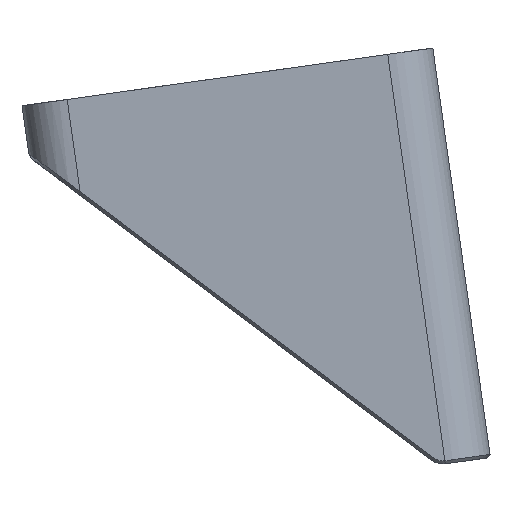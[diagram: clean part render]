
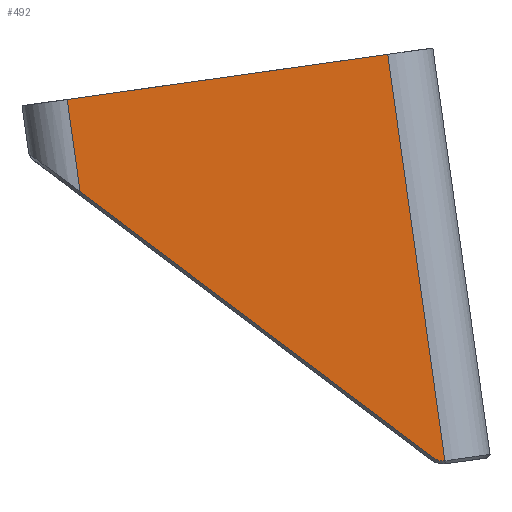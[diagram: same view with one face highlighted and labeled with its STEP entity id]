
A CAD part, left-side view. The second image highlights one B-rep face of the part: STEP entity #492.
In plain terms, the highlighted planar face has unit normal (-1, 0, 0).
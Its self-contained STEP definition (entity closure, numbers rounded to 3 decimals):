
#28=B_SPLINE_CURVE_WITH_KNOTS('',3,(#871,#872,#873,#874),.UNSPECIFIED.,
 .F.,.F.,(4,4),(-1.571,-1.524),.UNSPECIFIED.);
#51=PLANE('',#553);
#81=FACE_OUTER_BOUND('',#113,.T.);
#113=EDGE_LOOP('',(#426,#427,#428,#429,#430,#431));
#135=LINE('',#769,#173);
#153=LINE('',#917,#191);
#155=LINE('',#924,#193);
#156=LINE('',#925,#194);
#173=VECTOR('',#638,10.);
#191=VECTOR('',#672,10.);
#193=VECTOR('',#682,10.);
#194=VECTOR('',#683,10.);
#213=CIRCLE('',#540,0.5);
#234=VERTEX_POINT('',#753);
#238=VERTEX_POINT('',#762);
#240=VERTEX_POINT('',#768);
#243=VERTEX_POINT('',#797);
#254=VERTEX_POINT('',#916);
#255=VERTEX_POINT('',#923);
#286=EDGE_CURVE('',#234,#238,#213,.T.);
#287=EDGE_CURVE('',#238,#240,#135,.T.);
#303=EDGE_CURVE('',#240,#243,#28,.T.);
#314=EDGE_CURVE('',#254,#243,#153,.T.);
#317=EDGE_CURVE('',#255,#234,#155,.T.);
#318=EDGE_CURVE('',#255,#254,#156,.T.);
#426=ORIENTED_EDGE('',*,*,#286,.F.);
#427=ORIENTED_EDGE('',*,*,#317,.F.);
#428=ORIENTED_EDGE('',*,*,#318,.T.);
#429=ORIENTED_EDGE('',*,*,#314,.T.);
#430=ORIENTED_EDGE('',*,*,#303,.F.);
#431=ORIENTED_EDGE('',*,*,#287,.F.);
#492=ADVANCED_FACE('',(#81),#51,.T.);
#540=AXIS2_PLACEMENT_3D('',#766,#634,#635);
#553=AXIS2_PLACEMENT_3D('',#922,#680,#681);
#634=DIRECTION('center_axis',(1.,0.,0.));
#635=DIRECTION('ref_axis',(0.,0.25,-0.968));
#638=DIRECTION('',(0.,0.799,0.602));
#672=DIRECTION('',(0.,-0.139,-0.99));
#680=DIRECTION('center_axis',(-1.,0.,0.));
#681=DIRECTION('ref_axis',(0.,0.99,-0.139));
#682=DIRECTION('',(0.,-0.139,-0.99));
#683=DIRECTION('',(0.,0.99,-0.139));
#753=CARTESIAN_POINT('',(-148.266,102.092,26.943));
#762=CARTESIAN_POINT('',(-148.266,102.463,27.039));
#766=CARTESIAN_POINT('Origin',(-148.266,102.162,27.438));
#768=CARTESIAN_POINT('',(-148.266,114.011,35.741));
#769=CARTESIAN_POINT('',(-148.266,106.034,29.73));
#797=CARTESIAN_POINT('',(-148.266,114.09,35.801));
#871=CARTESIAN_POINT('Ctrl Pts',(-148.266,114.011,35.741));
#872=CARTESIAN_POINT('Ctrl Pts',(-148.266,114.037,35.761));
#873=CARTESIAN_POINT('Ctrl Pts',(-148.266,114.064,35.781));
#874=CARTESIAN_POINT('Ctrl Pts',(-148.266,114.09,35.801));
#916=CARTESIAN_POINT('',(-148.266,114.516,38.83));
#917=CARTESIAN_POINT('',(-148.266,114.516,38.83));
#922=CARTESIAN_POINT('Origin',(-148.266,103.971,40.312));
#923=CARTESIAN_POINT('',(-148.266,103.971,40.312));
#924=CARTESIAN_POINT('',(-148.266,103.971,40.312));
#925=CARTESIAN_POINT('',(-148.266,103.971,40.312));
